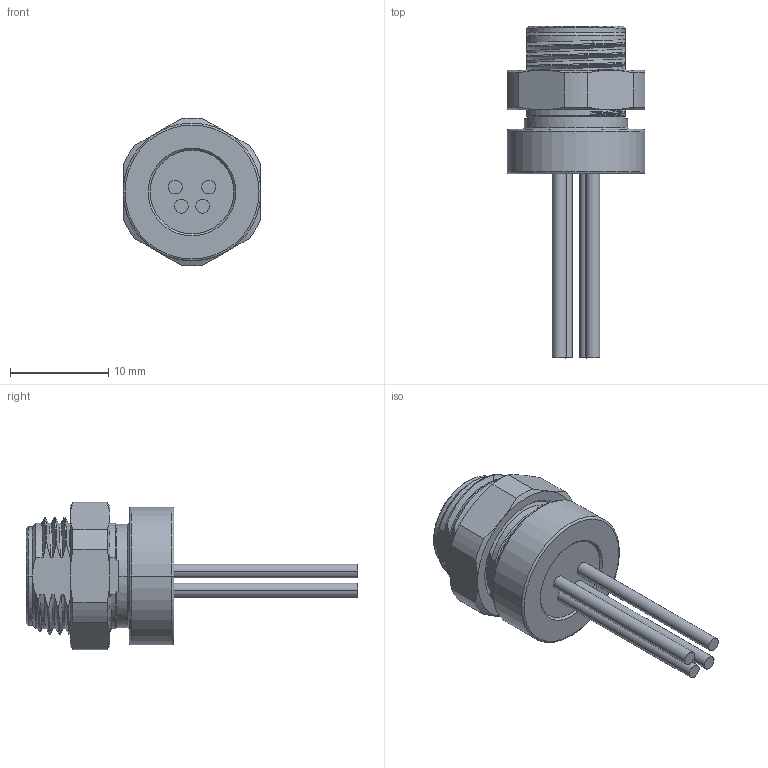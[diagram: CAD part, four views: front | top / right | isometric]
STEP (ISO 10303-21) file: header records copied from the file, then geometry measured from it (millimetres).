
FILE_DESCRIPTION((''),'2;1');
FILE_NAME('M8-FC04-BKR-M8-W0_25_SW0002','2017-05-31T',('tc.chen'),(''),'PRO/ENGINEER BY PARAMETRIC TECHNOLOGY CORPORATION, 2012480','PRO/ENGINEER BY PARAMETRIC TECHNOLOGY CORPORATION, 2012480','');
FILE_SCHEMA(('AUTOMOTIVE_DESIGN { 1 0 10303 214 1 1 1 1 }'));
Length unit declared in the file: millimetre
Products named in the file (1): M8-FC04-BKR-M8-W0_25_SW0002
Bounding box: 14 x 33.7 x 14.98 mm (x, y, z)
Volume: 1800.4 mm3; surface area: 2307.5 mm2
Topology: 1 solids, 1 shells, 298 faces, 781 edges, 480 vertices
Faces by surface type: cylinder 96, cone 70, bspline 61, plane 53, torus 18
Entity records: 17487 total; most frequent: CARTESIAN_POINT 9791, ORIENTED_EDGE 1546, DIRECTION 1174, EDGE_CURVE 773, VERTEX_POINT 480, AXIS2_PLACEMENT_3D 477, EDGE_LOOP 319, B_SPLINE_CURVE_WITH_KNOTS 313
